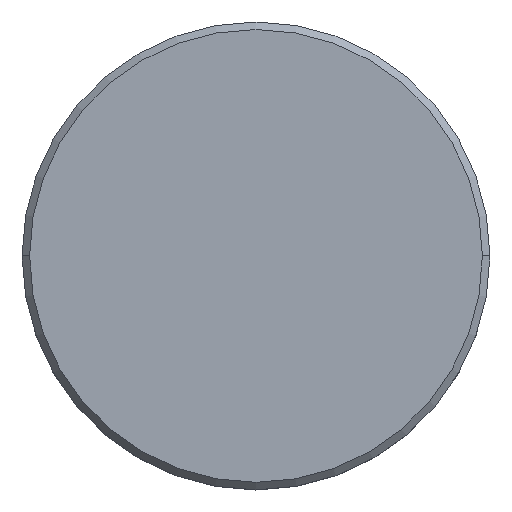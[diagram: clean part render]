
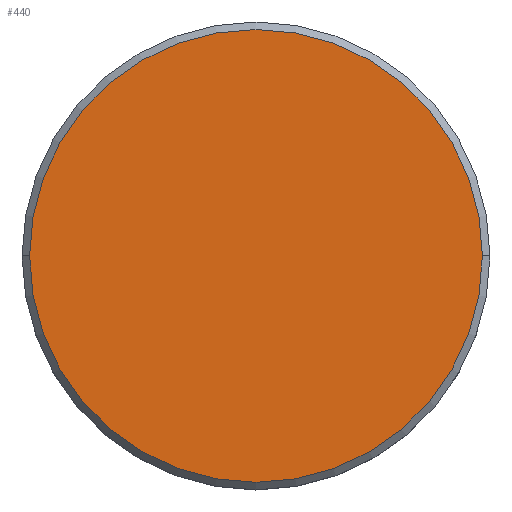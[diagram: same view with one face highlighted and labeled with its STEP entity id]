
A CAD part, top view. The second image highlights one B-rep face of the part: STEP entity #440.
In plain terms, the highlighted planar face has unit normal (0, 0, 1).
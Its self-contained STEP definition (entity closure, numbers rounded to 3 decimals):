
#77 = DIRECTION ( 'NONE',  ( 0., 0., 1. ) ) ;
#87 = EDGE_LOOP ( 'NONE', ( #1148, #1170 ) ) ;
#290 = CARTESIAN_POINT ( 'NONE',  ( 0., 0., 0. ) ) ;
#374 = CARTESIAN_POINT ( 'NONE',  ( 0., 0., 0. ) ) ;
#416 = DIRECTION ( 'NONE',  ( 0., 0., 1. ) ) ;
#440 = ADVANCED_FACE ( 'NONE', ( #995 ), #888, .T. ) ;
#452 = EDGE_CURVE ( 'NONE', #1183, #923, #943, .T. ) ;
#467 = DIRECTION ( 'NONE',  ( 0., 0., 1. ) ) ;
#527 = CARTESIAN_POINT ( 'NONE',  ( 15., 0., 0. ) ) ;
#551 = DIRECTION ( 'NONE',  ( 1., 0., 0. ) ) ;
#564 = CARTESIAN_POINT ( 'NONE',  ( -15., 0., 0. ) ) ;
#572 = AXIS2_PLACEMENT_3D ( 'NONE', #290, #416, #840 ) ;
#718 = CIRCLE ( 'NONE', #572, 15. ) ;
#721 = CARTESIAN_POINT ( 'NONE',  ( 0., 0., 0. ) ) ;
#735 = EDGE_CURVE ( 'NONE', #923, #1183, #718, .T. ) ;
#737 = AXIS2_PLACEMENT_3D ( 'NONE', #721, #467, #551 ) ;
#840 = DIRECTION ( 'NONE',  ( 1., 0., 0. ) ) ;
#888 = PLANE ( 'NONE',  #1122 ) ;
#897 = DIRECTION ( 'NONE',  ( 1., 0., 0. ) ) ;
#923 = VERTEX_POINT ( 'NONE', #527 ) ;
#943 = CIRCLE ( 'NONE', #737, 15. ) ;
#995 = FACE_OUTER_BOUND ( 'NONE', #87, .T. ) ;
#1122 = AXIS2_PLACEMENT_3D ( 'NONE', #374, #77, #897 ) ;
#1148 = ORIENTED_EDGE ( 'NONE', *, *, #452, .T. ) ;
#1170 = ORIENTED_EDGE ( 'NONE', *, *, #735, .T. ) ;
#1183 = VERTEX_POINT ( 'NONE', #564 ) ;
